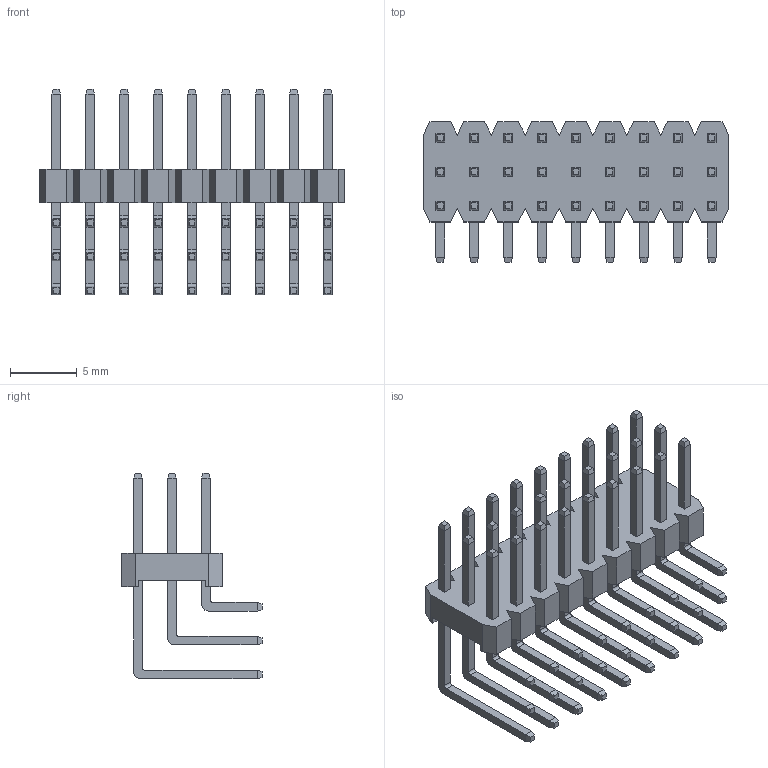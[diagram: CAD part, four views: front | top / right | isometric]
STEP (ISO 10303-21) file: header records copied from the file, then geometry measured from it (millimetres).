
FILE_DESCRIPTION (( 'STEP AP214' ), '1' );
FILE_NAME ('FPH25463-T27B1014191107B-REF.STEP', '2024-08-22T02:23:41', ( '' ), ( '' ), 'SwSTEP 2.0', 'SolidWorks 2021', '' );
FILE_SCHEMA (( 'AUTOMOTIVE_DESIGN' ));
Length unit declared in the file: millimetre
Products named in the file (1): FPH25463-T27B1014191107B-REF
Bounding box: 22.86 x 10.5 x 15.4 mm (x, y, z)
Volume: 535 mm3; surface area: 1691.5 mm2
Topology: 1 solids, 1 shells, 674 faces, 1692 edges, 1056 vertices
Faces by surface type: plane 620, cylinder 54
Entity records: 19570 total; most frequent: CARTESIAN_POINT 3423, ORIENTED_EDGE 3384, DIRECTION 3150, EDGE_CURVE 1692, LINE 1584, VECTOR 1584, VERTEX_POINT 1056, AXIS2_PLACEMENT_3D 783
